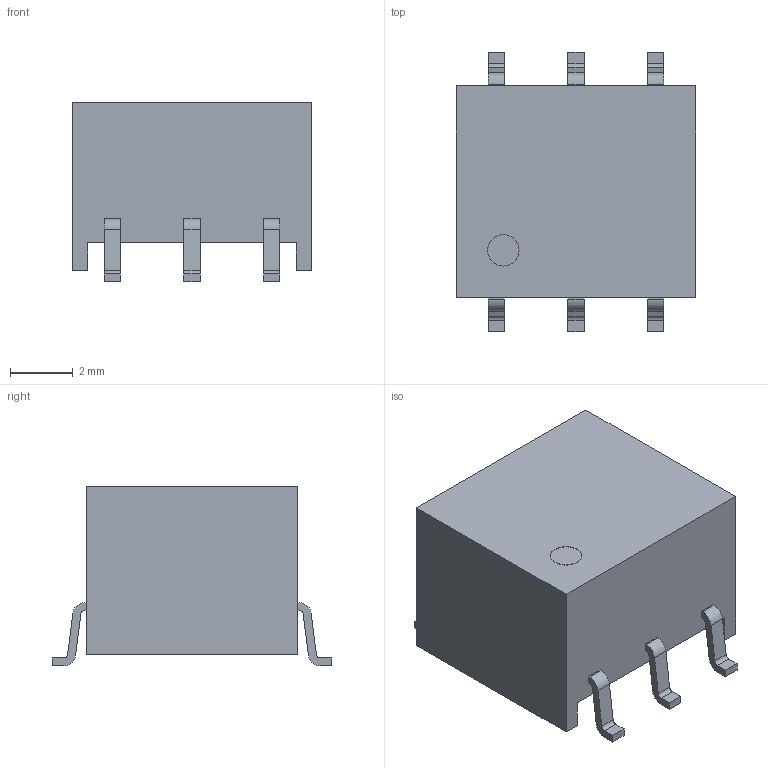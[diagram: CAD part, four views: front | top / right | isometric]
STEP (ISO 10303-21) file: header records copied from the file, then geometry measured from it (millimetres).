
FILE_DESCRIPTION(('FreeCAD Model'),'2;1');
FILE_NAME('HM2101NL_3D.step','2017-10-18T12:59:51',( 'kicad StepUp'),('ksu MCAD'),'Open CASCADE STEP processor 6.8', 'FreeCAD','Unknown');
FILE_SCHEMA(('AUTOMOTIVE_DESIGN_CC2 { 1 2 10303 214 -1 1 5 4 }'));
Length unit declared in the file: millimetre
Products named in the file (2): ASSEMBLY; HM2101NL_3D
Assembly tree (1 placements, depth 2):
  ASSEMBLY
    HM2101NL_3D
Bounding box: 7.62 x 8.89 x 5.72 mm (x, y, z)
Volume: 237.1 mm3; surface area: 279.2 mm2
Topology: 1 solids, 1 shells, 91 faces, 246 edges, 164 vertices
Faces by surface type: plane 65, cylinder 26
Entity records: 2891 total; most frequent: CARTESIAN_POINT 503, ORIENTED_EDGE 492, DIRECTION 484, EDGE_CURVE 246, LINE 194, VECTOR 194, VERTEX_POINT 164, AXIS2_PLACEMENT_3D 145
